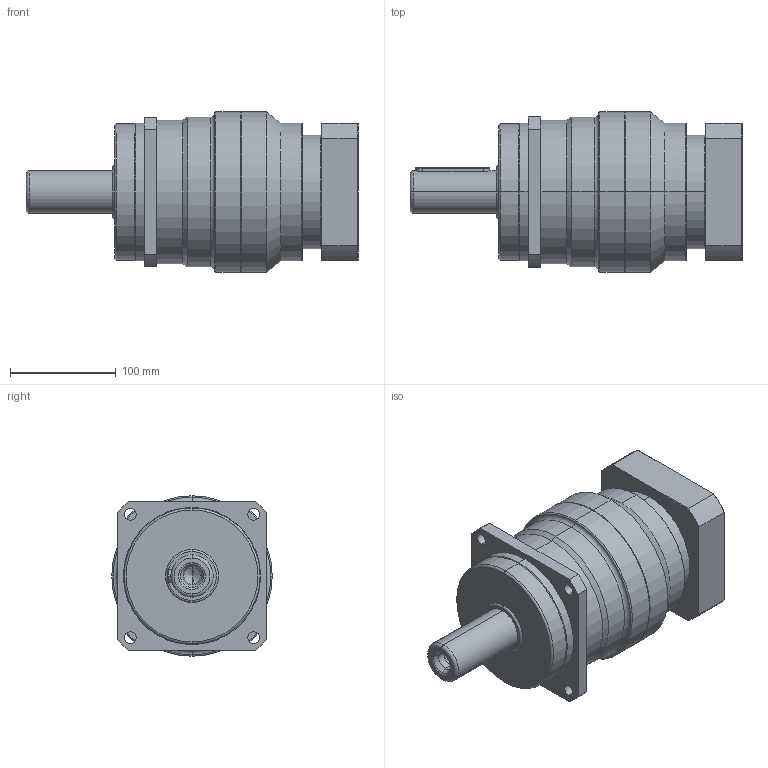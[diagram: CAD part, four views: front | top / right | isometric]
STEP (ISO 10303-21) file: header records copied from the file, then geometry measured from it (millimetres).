
FILE_DESCRIPTION (( 'STEP AP203' ), '1' );
FILE_NAME ('TF140-L2-24-110-145-M8-64-12.STEP', '2020-11-24T08:46:32', ( '' ), ( '' ), 'SwSTEP 2.0', 'SolidWorks 2017', '' );
FILE_SCHEMA (( 'CONFIG_CONTROL_DESIGN' ));
Length unit declared in the file: millimetre
Products named in the file (1): TF140-L2-24-110-145-M8-64-12
Bounding box: 314.3 x 152 x 152 mm (x, y, z)
Volume: 3460154.8 mm3; surface area: 213505.5 mm2
Topology: 4 solids, 4 shells, 197 faces, 437 edges, 259 vertices
Faces by surface type: cylinder 81, cone 50, plane 50, torus 16
Entity records: 5732 total; most frequent: CARTESIAN_POINT 1200, DIRECTION 1021, ORIENTED_EDGE 854, EDGE_CURVE 427, AXIS2_PLACEMENT_3D 418, VERTEX_POINT 259, EDGE_LOOP 230, CIRCLE 220
